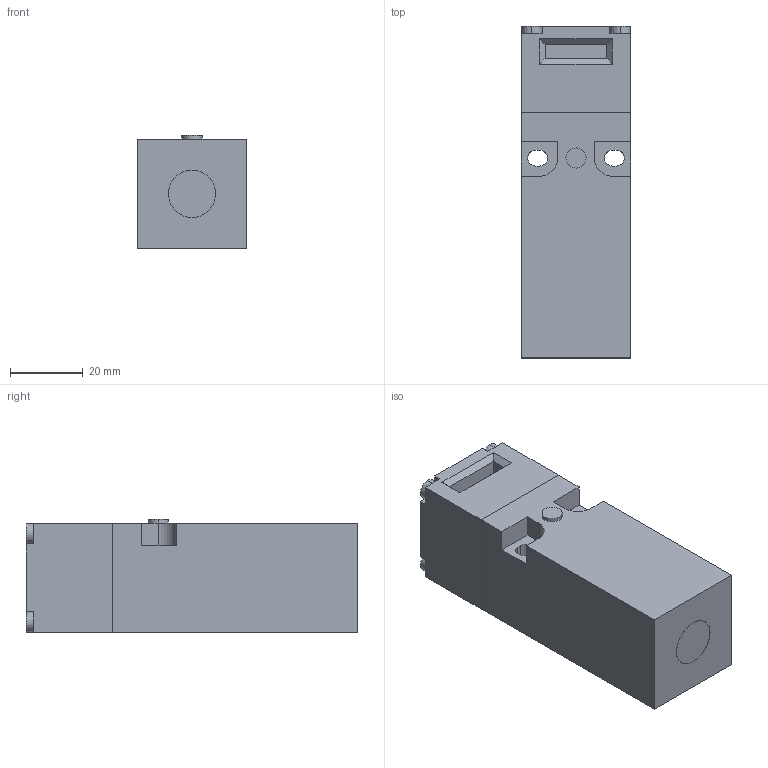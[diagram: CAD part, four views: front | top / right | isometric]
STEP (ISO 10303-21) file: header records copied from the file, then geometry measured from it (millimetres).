
FILE_DESCRIPTION (( 'STEP AP214' ), '1' );
FILE_NAME ('OUTSIDE-HS5D-###RN.STEP', '2016-10-24T01:10:46', ( '' ), ( '' ), 'SwSTEP 2.0', 'SolidWorks 2014', '' );
FILE_SCHEMA (( 'AUTOMOTIVE_DESIGN' ));
Length unit declared in the file: millimetre
Products named in the file (3): OUTSIDE-HS5D-###RN; OUTSIDE-HS5D-CASE; OUTSIDE-HS5B-OPR-HEAD
Assembly tree (2 placements, depth 2):
  OUTSIDE-HS5D-###RN
    OUTSIDE-HS5D-CASE
    OUTSIDE-HS5B-OPR-HEAD
Bounding box: 30 x 91 x 31 mm (x, y, z)
Volume: 76496.9 mm3; surface area: 17752.4 mm2
Topology: 2 solids, 2 shells, 108 faces, 268 edges, 176 vertices
Faces by surface type: plane 70, cylinder 38
Entity records: 4058 total; most frequent: CARTESIAN_POINT 569, DIRECTION 568, ORIENTED_EDGE 536, EDGE_CURVE 268, AXIS2_PLACEMENT_3D 191, VECTOR 186, LINE 186, VERTEX_POINT 176
